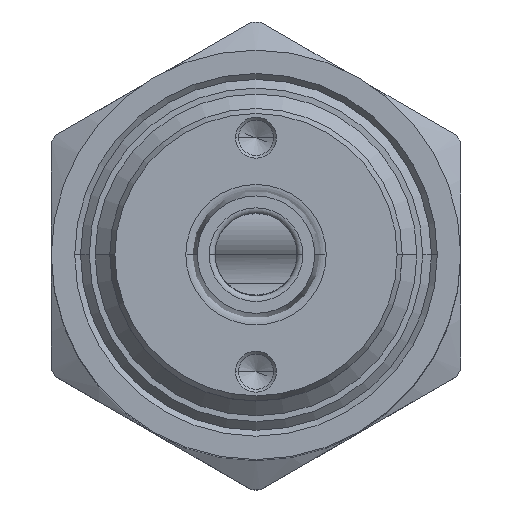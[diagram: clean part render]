
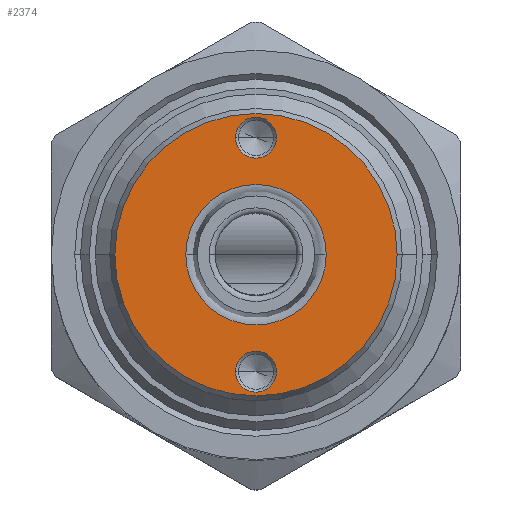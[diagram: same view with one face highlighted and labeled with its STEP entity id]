
A CAD part, top view. The second image highlights one B-rep face of the part: STEP entity #2374.
In plain terms, the highlighted planar face has unit normal (0, 0, 1).
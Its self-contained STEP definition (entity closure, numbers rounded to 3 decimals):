
#2286 = VERTEX_POINT ( 'NONE', #4299 ) ;
#2331 = VERTEX_POINT ( 'NONE', #4620 ) ;
#2338 = VERTEX_POINT ( 'NONE', #4672 ) ;
#2357 = EDGE_CURVE ( 'NONE', #2286, #2521, #4561, .T. ) ;
#2367 = EDGE_CURVE ( 'NONE', #2483, #2368, #4516, .T. ) ;
#2368 = VERTEX_POINT ( 'NONE', #4511 ) ;
#2369 = ORIENTED_EDGE ( 'NONE', *, *, #2525, .T. ) ;
#2374 = ADVANCED_FACE ( 'NONE', ( #4574, #4568, #4567, #4566 ), #4565, .F. ) ;
#2409 = ORIENTED_EDGE ( 'NONE', *, *, #2410, .F. ) ;
#2410 = EDGE_CURVE ( 'NONE', #2521, #2286, #4694, .T. ) ;
#2411 = EDGE_LOOP ( 'NONE', ( #2468, #2469 ) ) ;
#2414 = EDGE_CURVE ( 'NONE', #2338, #2331, #4768, .T. ) ;
#2415 = EDGE_LOOP ( 'NONE', ( #2458, #2460 ) ) ;
#2433 = VERTEX_POINT ( 'NONE', #4758 ) ;
#2434 = VERTEX_POINT ( 'NONE', #4716 ) ;
#2458 = ORIENTED_EDGE ( 'NONE', *, *, #2459, .F. ) ;
#2459 = EDGE_CURVE ( 'NONE', #2368, #2483, #4775, .T. ) ;
#2460 = ORIENTED_EDGE ( 'NONE', *, *, #2367, .F. ) ;
#2461 = EDGE_LOOP ( 'NONE', ( #2409, #2467 ) ) ;
#2467 = ORIENTED_EDGE ( 'NONE', *, *, #2357, .F. ) ;
#2468 = ORIENTED_EDGE ( 'NONE', *, *, #2509, .F. ) ;
#2469 = ORIENTED_EDGE ( 'NONE', *, *, #2414, .F. ) ;
#2470 = EDGE_LOOP ( 'NONE', ( #2620, #2369 ) ) ;
#2483 = VERTEX_POINT ( 'NONE', #4735 ) ;
#2509 = EDGE_CURVE ( 'NONE', #2331, #2338, #4819, .T. ) ;
#2521 = VERTEX_POINT ( 'NONE', #4848 ) ;
#2525 = EDGE_CURVE ( 'NONE', #2433, #2434, #4854, .T. ) ;
#2604 = EDGE_CURVE ( 'NONE', #2434, #2433, #5041, .T. ) ;
#2620 = ORIENTED_EDGE ( 'NONE', *, *, #2604, .T. ) ;
#4299 = CARTESIAN_POINT ( 'NONE',  ( -0.7, 4., 5.5 ) ) ;
#4511 = CARTESIAN_POINT ( 'NONE',  ( 0.7, -4., 5.5 ) ) ;
#4512 = DIRECTION ( 'NONE',  ( 1., 0., 0. ) ) ;
#4513 = DIRECTION ( 'NONE',  ( 0., 0., 1. ) ) ;
#4514 = CARTESIAN_POINT ( 'NONE',  ( 0., -4., 5.5 ) ) ;
#4515 = AXIS2_PLACEMENT_3D ( 'NONE', #4514, #4513, #4512 ) ;
#4516 = CIRCLE ( 'NONE', #4515, 0.7 ) ;
#4557 = DIRECTION ( 'NONE',  ( 1., 0., 0. ) ) ;
#4558 = DIRECTION ( 'NONE',  ( 0., 0., 1. ) ) ;
#4559 = CARTESIAN_POINT ( 'NONE',  ( 0., 4., 5.5 ) ) ;
#4560 = AXIS2_PLACEMENT_3D ( 'NONE', #4559, #4558, #4557 ) ;
#4561 = CIRCLE ( 'NONE', #4560, 0.7 ) ;
#4563 = CARTESIAN_POINT ( 'NONE',  ( 0., -4.827, 5.5 ) ) ;
#4564 = AXIS2_PLACEMENT_3D ( 'NONE', #4563, #4611, #4610 ) ;
#4565 = PLANE ( 'NONE',  #4564 ) ;
#4566 = FACE_OUTER_BOUND ( 'NONE', #2470, .T. ) ;
#4567 = FACE_BOUND ( 'NONE', #2411, .T. ) ;
#4568 = FACE_BOUND ( 'NONE', #2461, .T. ) ;
#4574 = FACE_BOUND ( 'NONE', #2415, .T. ) ;
#4610 = DIRECTION ( 'NONE',  ( -1., 0., 0. ) ) ;
#4611 = DIRECTION ( 'NONE',  ( 0., 0., -1. ) ) ;
#4620 = CARTESIAN_POINT ( 'NONE',  ( 2.4, 0., 5.5 ) ) ;
#4672 = CARTESIAN_POINT ( 'NONE',  ( -2.4, 0., 5.5 ) ) ;
#4689 = DIRECTION ( 'NONE',  ( 0., 0., 1. ) ) ;
#4694 = CIRCLE ( 'NONE', #4789, 0.7 ) ;
#4716 = CARTESIAN_POINT ( 'NONE',  ( -4.827, 0., 5.5 ) ) ;
#4735 = CARTESIAN_POINT ( 'NONE',  ( -0.7, -4., 5.5 ) ) ;
#4758 = CARTESIAN_POINT ( 'NONE',  ( 4.827, 0., 5.5 ) ) ;
#4764 = DIRECTION ( 'NONE',  ( 1., 0., 0. ) ) ;
#4765 = DIRECTION ( 'NONE',  ( 0., 0., 1. ) ) ;
#4766 = CARTESIAN_POINT ( 'NONE',  ( 0., 0., 5.5 ) ) ;
#4767 = AXIS2_PLACEMENT_3D ( 'NONE', #4766, #4765, #4764 ) ;
#4768 = CIRCLE ( 'NONE', #4767, 2.4 ) ;
#4771 = DIRECTION ( 'NONE',  ( 1., 0., 0. ) ) ;
#4772 = DIRECTION ( 'NONE',  ( 0., 0., 1. ) ) ;
#4773 = CARTESIAN_POINT ( 'NONE',  ( 0., -4., 5.5 ) ) ;
#4774 = AXIS2_PLACEMENT_3D ( 'NONE', #4773, #4772, #4771 ) ;
#4775 = CIRCLE ( 'NONE', #4774, 0.7 ) ;
#4782 = DIRECTION ( 'NONE',  ( 1., 0., 0. ) ) ;
#4788 = CARTESIAN_POINT ( 'NONE',  ( 0., 4., 5.5 ) ) ;
#4789 = AXIS2_PLACEMENT_3D ( 'NONE', #4788, #4689, #4782 ) ;
#4815 = DIRECTION ( 'NONE',  ( 1., 0., 0. ) ) ;
#4816 = DIRECTION ( 'NONE',  ( 0., 0., 1. ) ) ;
#4817 = CARTESIAN_POINT ( 'NONE',  ( 0., 0., 5.5 ) ) ;
#4818 = AXIS2_PLACEMENT_3D ( 'NONE', #4817, #4816, #4815 ) ;
#4819 = CIRCLE ( 'NONE', #4818, 2.4 ) ;
#4848 = CARTESIAN_POINT ( 'NONE',  ( 0.7, 4., 5.5 ) ) ;
#4850 = DIRECTION ( 'NONE',  ( 1., 0., 0. ) ) ;
#4851 = DIRECTION ( 'NONE',  ( 0., 0., 1. ) ) ;
#4852 = CARTESIAN_POINT ( 'NONE',  ( 0., 0., 5.5 ) ) ;
#4853 = AXIS2_PLACEMENT_3D ( 'NONE', #4852, #4851, #4850 ) ;
#4854 = CIRCLE ( 'NONE', #4853, 4.827 ) ;
#5037 = DIRECTION ( 'NONE',  ( 1., 0., 0. ) ) ;
#5038 = DIRECTION ( 'NONE',  ( 0., 0., 1. ) ) ;
#5039 = CARTESIAN_POINT ( 'NONE',  ( 0., 0., 5.5 ) ) ;
#5040 = AXIS2_PLACEMENT_3D ( 'NONE', #5039, #5038, #5037 ) ;
#5041 = CIRCLE ( 'NONE', #5040, 4.827 ) ;
